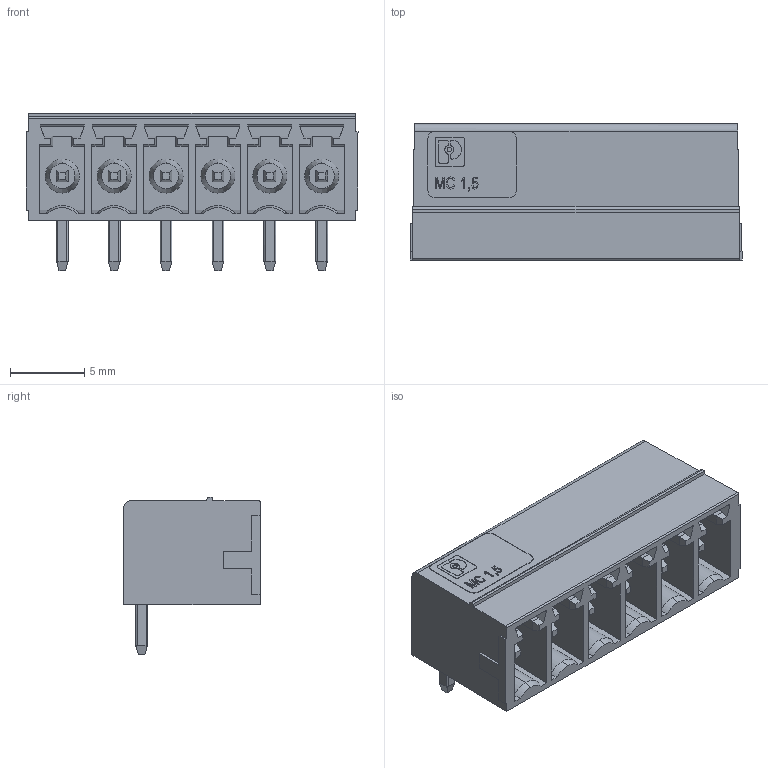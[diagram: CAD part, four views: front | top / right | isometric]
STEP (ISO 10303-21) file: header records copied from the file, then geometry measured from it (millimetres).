
FILE_DESCRIPTION(('STEP AP214'),'1');
FILE_NAME('cctmp_67CAE7DF-0CAC-4B5F-A7C6-5816D964646C_2023_02_03_12_36_34_0812_10172..stp','2023-02-03T12:36:35',('PHOENIX CONTACT Deutschland GmbH'),('CADClick - www.CADClick.com'),'Spatial InterOp 3D',' ','unknown authorization');
FILE_SCHEMA(('AUTOMOTIVE_DESIGN'));
Length unit declared in the file: millimetre
Products named in the file (8): 2023_02_03_12_36_34_0482; 2023_02_03_12_36_34_0812; 2023_02_03_12_36_34_0796; 2023_02_03_12_36_34_0781; 2023_02_03_12_36_34_0765; 2023_02_03_12_36_34_0749; 2023_02_03_12_36_34_0734; 2023_02_03_12_36_34_0702
Assembly tree (7 placements, depth 2):
  2023_02_03_12_36_34_0482
    2023_02_03_12_36_34_0812
    2023_02_03_12_36_34_0796
    2023_02_03_12_36_34_0781
    2023_02_03_12_36_34_0765
    2023_02_03_12_36_34_0749
    2023_02_03_12_36_34_0734
    2023_02_03_12_36_34_0702
Bounding box: 22.4 x 9.2 x 10.65 mm (x, y, z)
Volume: 759.2 mm3; surface area: 2150 mm2
Topology: 7 solids, 7 shells, 665 faces, 1844 edges, 1208 vertices
Faces by surface type: plane 499, cylinder 99, torus 24, cone 24, extrusion 19
Entity records: 31961 total; most frequent: CARTESIAN_POINT 5631, ORIENTED_EDGE 3688, DIRECTION 3260, EDGE_CURVE 1844, VECTOR 1476, LINE 1457, STYLED_ITEM 1440, PRESENTATION_STYLE_ASSIGNMENT 1440
